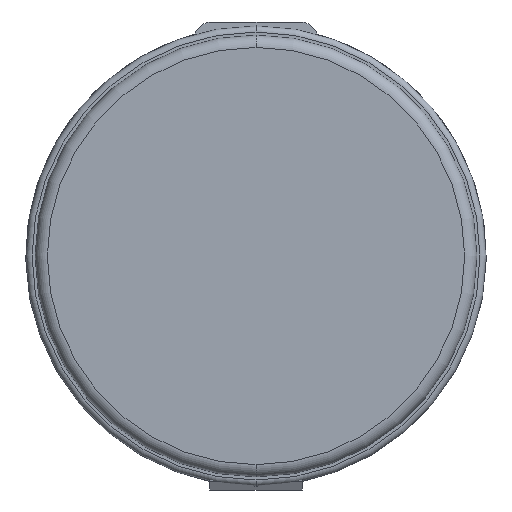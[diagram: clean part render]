
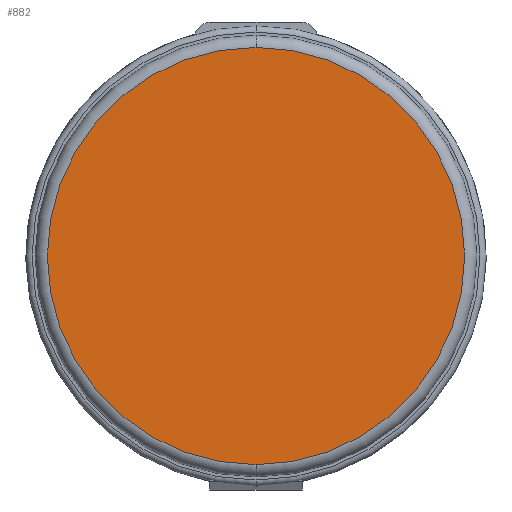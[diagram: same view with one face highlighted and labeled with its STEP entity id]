
A CAD part, front view. The second image highlights one B-rep face of the part: STEP entity #882.
In plain terms, the highlighted planar face has unit normal (0, -1, 0).
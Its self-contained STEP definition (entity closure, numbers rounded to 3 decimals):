
#28 = AXIS2_PLACEMENT_3D ( 'NONE', #909, #486, #90 ) ;
#89 = AXIS2_PLACEMENT_3D ( 'NONE', #1690, #164, #604 ) ;
#90 = DIRECTION ( 'NONE',  ( 0., 0., 1. ) ) ;
#164 = DIRECTION ( 'NONE',  ( 0., 1., 0. ) ) ;
#191 = PLANE ( 'NONE',  #89 ) ;
#205 = CIRCLE ( 'NONE', #28, 34. ) ;
#214 = DIRECTION ( 'NONE',  ( 0., 0., 1. ) ) ;
#229 = CARTESIAN_POINT ( 'NONE',  ( 0., 0., -34. ) ) ;
#311 = VERTEX_POINT ( 'NONE', #229 ) ;
#486 = DIRECTION ( 'NONE',  ( 0., -1., 0. ) ) ;
#512 = ORIENTED_EDGE ( 'NONE', *, *, #536, .T. ) ;
#536 = EDGE_CURVE ( 'NONE', #311, #1622, #205, .T. ) ;
#581 = CARTESIAN_POINT ( 'NONE',  ( 0., 0., 34. ) ) ;
#604 = DIRECTION ( 'NONE',  ( 0., 0., 1. ) ) ;
#644 = CIRCLE ( 'NONE', #1488, 34. ) ;
#805 = EDGE_LOOP ( 'NONE', ( #1342, #512 ) ) ;
#882 = ADVANCED_FACE ( 'NONE', ( #1414 ), #191, .F. ) ;
#909 = CARTESIAN_POINT ( 'NONE',  ( 0., 0., 0. ) ) ;
#1019 = DIRECTION ( 'NONE',  ( 0., -1., 0. ) ) ;
#1150 = CARTESIAN_POINT ( 'NONE',  ( 0., 0., 0. ) ) ;
#1342 = ORIENTED_EDGE ( 'NONE', *, *, #1792, .T. ) ;
#1414 = FACE_OUTER_BOUND ( 'NONE', #805, .T. ) ;
#1488 = AXIS2_PLACEMENT_3D ( 'NONE', #1150, #1019, #214 ) ;
#1622 = VERTEX_POINT ( 'NONE', #581 ) ;
#1690 = CARTESIAN_POINT ( 'NONE',  ( 0., 0., 0. ) ) ;
#1792 = EDGE_CURVE ( 'NONE', #1622, #311, #644, .T. ) ;
